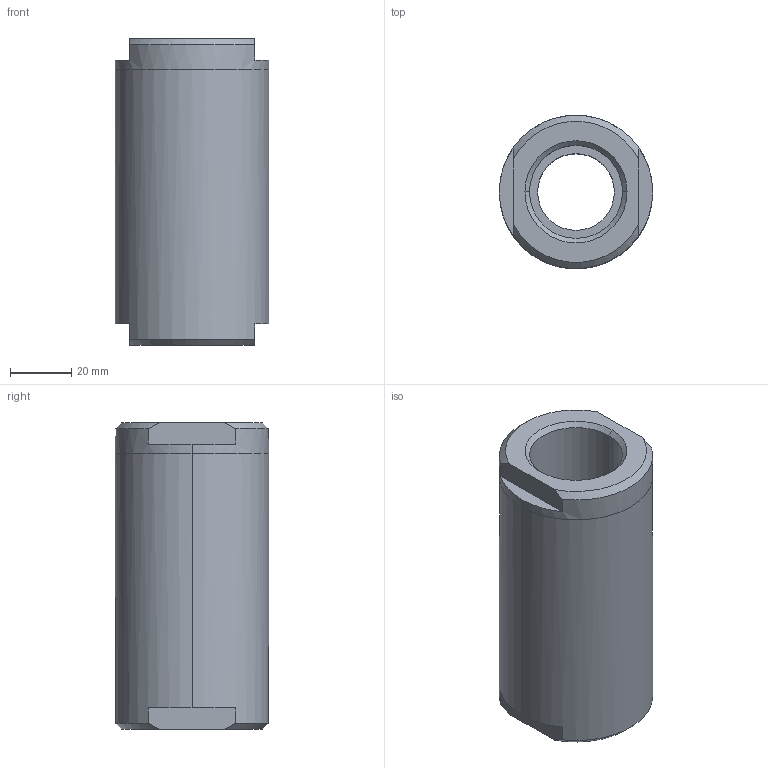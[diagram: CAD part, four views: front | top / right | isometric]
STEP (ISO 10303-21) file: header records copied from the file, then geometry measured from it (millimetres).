
FILE_DESCRIPTION (( 'STEP AP214' ), '1' );
FILE_NAME ('1707807 Hoseguard 1 Zoll (Webzeichnung).STEP', '2014-11-25T15:35:18', ( 'W8' ), ( '' ), 'SwSTEP 2.0', 'SolidWorks 2014', '' );
FILE_SCHEMA (( 'AUTOMOTIVE_DESIGN' ));
Length unit declared in the file: millimetre
Products named in the file (3): 1711054 281 A 648 1_01; 1710987 281 A 644 1_01; 1707807 Hoseguard 1 Zoll (Webzeichnung)
Assembly tree (2 placements, depth 2):
  1707807 Hoseguard 1 Zoll (Webzeichnung)
    1710987 281 A 644 1_01
    1711054 281 A 648 1_01
Bounding box: 50 x 50 x 100 mm (x, y, z)
Volume: 98595.2 mm3; surface area: 36490.9 mm2
Topology: 2 solids, 2 shells, 59 faces, 130 edges, 80 vertices
Faces by surface type: cylinder 24, cone 18, plane 17
Entity records: 2151 total; most frequent: DIRECTION 318, CARTESIAN_POINT 306, ORIENTED_EDGE 260, AXIS2_PLACEMENT_3D 132, EDGE_CURVE 130, VERTEX_POINT 80, CIRCLE 68, EDGE_LOOP 68
